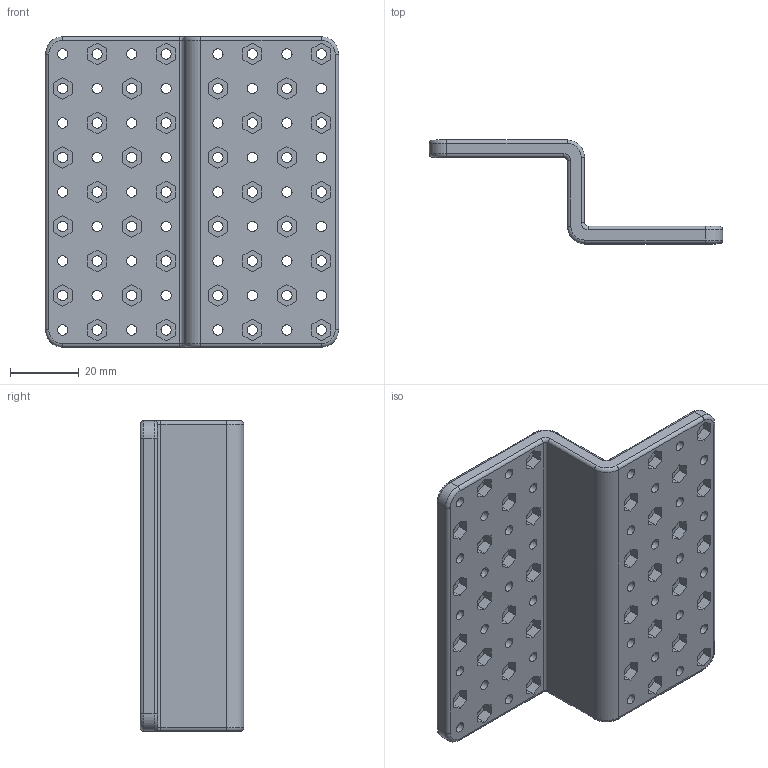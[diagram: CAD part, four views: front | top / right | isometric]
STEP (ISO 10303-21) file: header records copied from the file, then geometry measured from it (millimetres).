
FILE_DESCRIPTION (( 'STEP AP214' ), '1' );
FILE_NAME ('賑輸蛌諉.', '2024-10-13T07:09:54', ( '' ), ( '' ), 'SwSTEP 2.0', 'SolidWorks 2024', '' );
FILE_SCHEMA (( 'AUTOMOTIVE_DESIGN' ));
Length unit declared in the file: millimetre
Products named in the file (1): 滑块转接
Bounding box: 85 x 30 x 90 mm (x, y, z)
Volume: 41623.9 mm3; surface area: 25352.2 mm2
Topology: 1 solids, 1 shells, 698 faces, 1840 edges, 1216 vertices
Faces by surface type: plane 514, cylinder 168, torus 16
Entity records: 21711 total; most frequent: CARTESIAN_POINT 3755, ORIENTED_EDGE 3680, DIRECTION 3590, EDGE_CURVE 1840, VECTOR 1488, LINE 1488, VERTEX_POINT 1216, AXIS2_PLACEMENT_3D 1051
